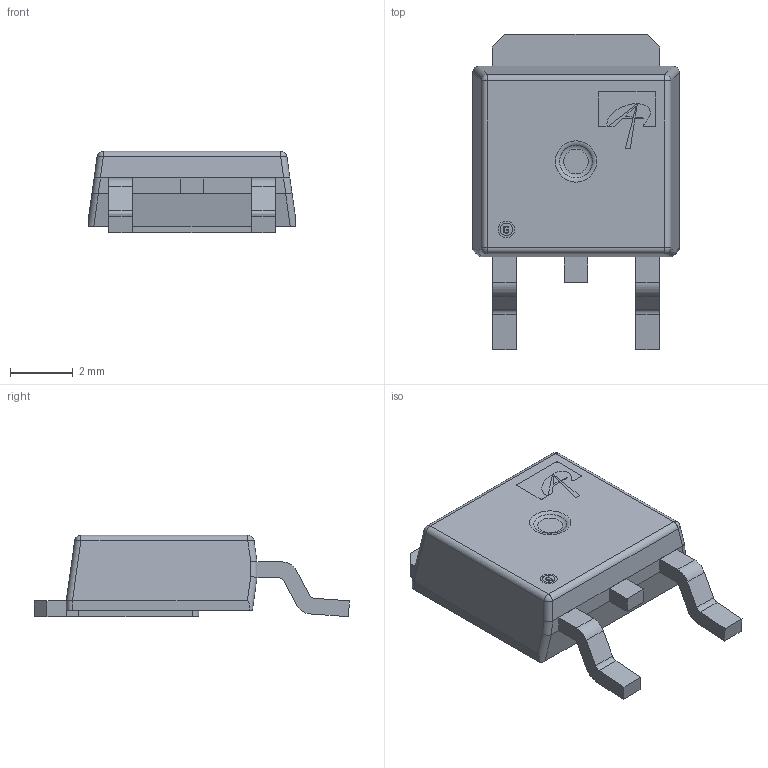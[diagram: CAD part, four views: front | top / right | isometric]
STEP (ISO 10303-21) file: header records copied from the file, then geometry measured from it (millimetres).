
FILE_DESCRIPTION(/* description */ (''),/* implementation_level */ '2;1');
FILE_NAME(/* name */ '1.stp',/* time_stamp */ '2020-05-07T13:35:33+02:00',/* author */ ('Karem'),/* organization */ (''),/* preprocessor_version */ 'ST-DEVELOPER v15.6',/* originating_system */ 'Autodesk Inventor 2015',/* authorisation */ '');
FILE_SCHEMA (('AUTOMOTIVE_DESIGN { 1 0 10303 214 3 1 1 }'));
Length unit declared in the file: millimetre
Products named in the file (4): 1; 2; Alpha & Omega Logo
Bounding box: 6.6 x 10.07 x 2.6 mm (x, y, z)
Volume: 99.7 mm3; surface area: 216.7 mm2
Topology: 9 solids, 9 shells, 161 faces, 416 edges, 273 vertices
Faces by surface type: plane 90, cylinder 50, bspline 15, sphere 4, torus 2
Full cylindrical faces by diameter (mm): 0.396 x1, 0.53 x1
Entity records: 5074 total; most frequent: CARTESIAN_POINT 1048, ORIENTED_EDGE 824, DIRECTION 799, EDGE_CURVE 412, LINE 275, VECTOR 275, VERTEX_POINT 273, AXIS2_PLACEMENT_3D 262
